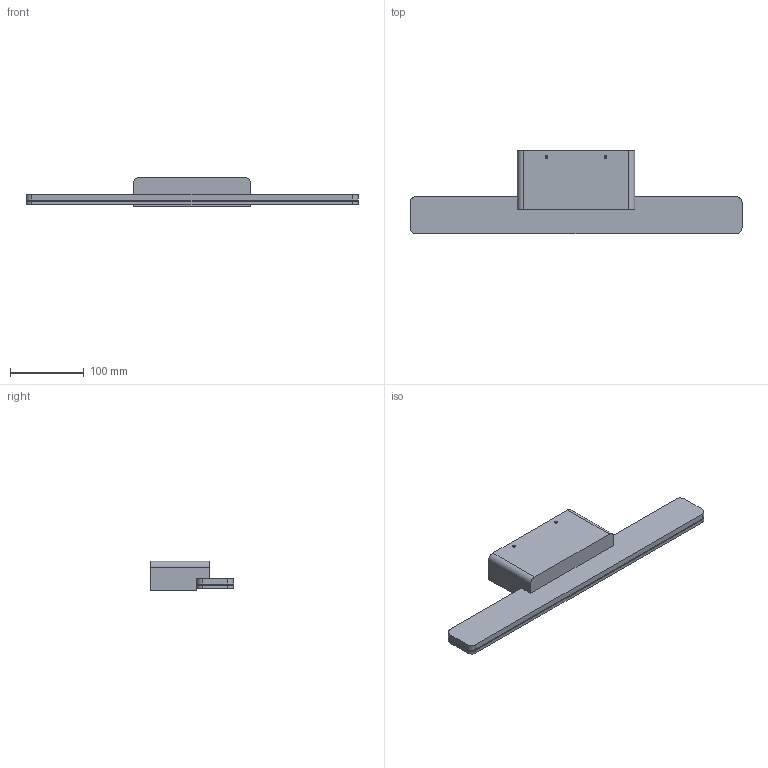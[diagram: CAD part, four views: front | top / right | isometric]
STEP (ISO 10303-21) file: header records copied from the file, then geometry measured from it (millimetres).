
FILE_DESCRIPTION(('CATIA V5 STEP Exchange','CAx-IF Rec.Pracs.--- Model Styling and Organization---1.4--- 2014-01-23','CAx-IF Rec.Pracs.---3D Tessellated Data Validation Properties---0.5---2014-09-14'),'2;1');
FILE_NAME('1088-450.stp','2022-07-02T06:26:59+00:00',('none'),('none'),'CATIA Version 5-6 Release 2018','CATIA V5 STEP AP242','none');
FILE_SCHEMA(('AP242_MANAGED_MODEL_BASED_3D_ENGINEERING_MIM_LF {1 0 10303 442 1 1 4}'));
Length unit declared in the file: millimetre
Products named in the file (10): Product1; 吸顶盘; 盖板; 铝柱; Part_193_M3X8; M4X8平头螺丝; 胶塞; M4X10; Part20.1.3; Part20.2
Assembly tree (19 placements, depth 2):
  Product1
    吸顶盘
    盖板
    铝柱  x2
    Part_193_M3X8  x4
    M4X8平头螺丝  x4
    胶塞
    M4X10  x4
    Part20.1.3
    Part20.2
Bounding box: 450 x 112.75 x 40 mm (x, y, z)
Volume: 407297.5 mm3; surface area: 211321.1 mm2
Topology: 20 solids, 20 shells, 1187 faces, 3142 edges, 2024 vertices
Faces by surface type: cylinder 534, plane 321, cone 312, bspline 8, extrusion 6, torus 6
Entity records: 17295 total; most frequent: CARTESIAN_POINT 5377, ORIENTED_EDGE 2698, DIRECTION 1935, EDGE_CURVE 1349, VERTEX_POINT 881, AXIS2_PLACEMENT_3D 846, VECTOR 706, LINE 700
